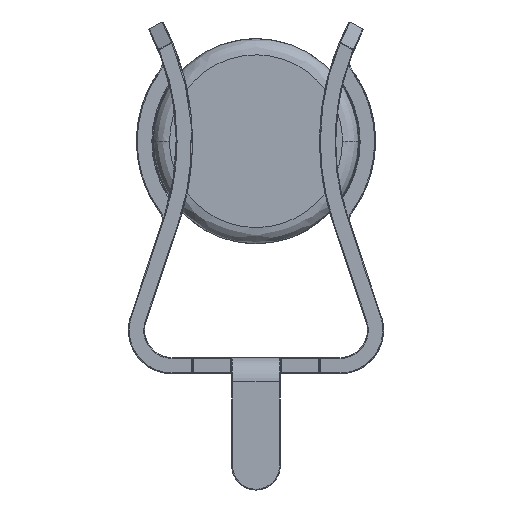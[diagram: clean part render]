
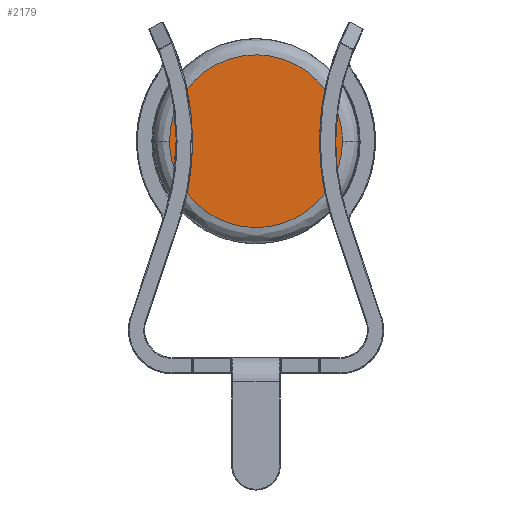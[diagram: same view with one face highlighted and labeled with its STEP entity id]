
A CAD part, front view. The second image highlights one B-rep face of the part: STEP entity #2179.
In plain terms, the highlighted face is planar.
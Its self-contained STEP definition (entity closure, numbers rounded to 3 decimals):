
#237 = CARTESIAN_POINT ( 'NONE',  ( -2.675, -5.35, 15.9 ) ) ;
#682 = VERTEX_POINT ( 'NONE', #3211 ) ;
#1827 = CARTESIAN_POINT ( 'NONE',  ( -2.675, 5.35, 15.9 ) ) ;
#2179 = ADVANCED_FACE ( 'NONE', ( #2653 ), #16191, .F. ) ;
#2653 = FACE_OUTER_BOUND ( 'NONE', #6295, .T. ) ;
#3211 = CARTESIAN_POINT ( 'NONE',  ( -2.675, 0., 15.9 ) ) ;
#3625 = CARTESIAN_POINT ( 'NONE',  ( 2.675, 5.35, 15.9 ) ) ;
#5853 =( BOUNDED_CURVE ( )  B_SPLINE_CURVE ( 3, ( #16311, #20119, #237, #12914 ),
 .UNSPECIFIED., .F., .F. ) 
 B_SPLINE_CURVE_WITH_KNOTS ( ( 4, 4 ),
 ( 0., 0.5 ),
 .UNSPECIFIED. ) 
 CURVE ( )  GEOMETRIC_REPRESENTATION_ITEM ( )  RATIONAL_B_SPLINE_CURVE ( ( 1., 0.333, 0.333, 1. ) ) 
 REPRESENTATION_ITEM ( '' )  );
#6295 = EDGE_LOOP ( 'NONE', ( #18576, #7838 ) ) ;
#6502 =( BOUNDED_CURVE ( )  B_SPLINE_CURVE ( 3, ( #7240, #1827, #3625, #16320 ),
 .UNSPECIFIED., .F., .F. ) 
 B_SPLINE_CURVE_WITH_KNOTS ( ( 4, 4 ),
 ( 0.5, 1. ),
 .UNSPECIFIED. ) 
 CURVE ( )  GEOMETRIC_REPRESENTATION_ITEM ( )  RATIONAL_B_SPLINE_CURVE ( ( 1., 0.333, 0.333, 1. ) ) 
 REPRESENTATION_ITEM ( '' )  );
#6556 = DIRECTION ( 'NONE',  ( -1., 0., 0. ) ) ;
#7240 = CARTESIAN_POINT ( 'NONE',  ( -2.675, 0., 15.9 ) ) ;
#7661 = VERTEX_POINT ( 'NONE', #10647 ) ;
#7838 = ORIENTED_EDGE ( 'NONE', *, *, #11032, .F. ) ;
#10118 = DIRECTION ( 'NONE',  ( 0., 0., -1. ) ) ;
#10647 = CARTESIAN_POINT ( 'NONE',  ( 2.675, 0., 15.9 ) ) ;
#11032 = EDGE_CURVE ( 'NONE', #7661, #682, #5853, .T. ) ;
#12914 = CARTESIAN_POINT ( 'NONE',  ( -2.675, 0., 15.9 ) ) ;
#16191 = PLANE ( 'NONE',  #21322 ) ;
#16311 = CARTESIAN_POINT ( 'NONE',  ( 2.675, 0., 15.9 ) ) ;
#16320 = CARTESIAN_POINT ( 'NONE',  ( 2.675, 0., 15.9 ) ) ;
#18576 = ORIENTED_EDGE ( 'NONE', *, *, #22379, .F. ) ;
#19192 = CARTESIAN_POINT ( 'NONE',  ( 0., 0., 15.9 ) ) ;
#20119 = CARTESIAN_POINT ( 'NONE',  ( 2.675, -5.35, 15.9 ) ) ;
#21322 = AXIS2_PLACEMENT_3D ( 'NONE', #19192, #10118, #6556 ) ;
#22379 = EDGE_CURVE ( 'NONE', #682, #7661, #6502, .T. ) ;
